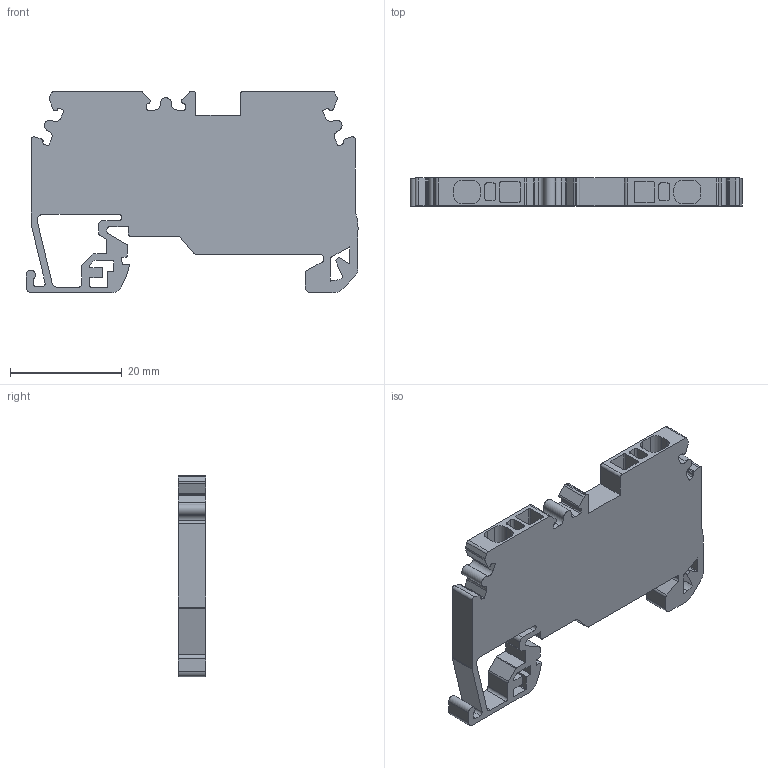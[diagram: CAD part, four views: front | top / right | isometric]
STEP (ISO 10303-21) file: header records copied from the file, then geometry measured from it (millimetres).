
FILE_DESCRIPTION( ( 'Unknown' ), '1' );
FILE_NAME( 'CSCG2.5T.stp', 'Unknown', ( 'Unknown' ), ( 'Unknown' ), 'PSStep 14.0', 'Unknown', ' ' );
FILE_SCHEMA( ( 'AUTOMOTIVE_DESIGN { 1 0 10303 214 1 1 1 1 }' ) );
Length unit declared in the file: millimetre
Products named in the file (1): 1
Bounding box: 59.35 x 5 x 36 mm (x, y, z)
Volume: 7340.9 mm3; surface area: 5271.6 mm2
Topology: 1 solids, 1 shells, 238 faces, 690 edges, 460 vertices
Faces by surface type: plane 127, cylinder 111
Entity records: 9828 total; most frequent: DIRECTION 1390, CARTESIAN_POINT 1389, ORIENTED_EDGE 1380, EDGE_CURVE 690, LINE 468, VECTOR 468, AXIS2_PLACEMENT_3D 461, VERTEX_POINT 460
